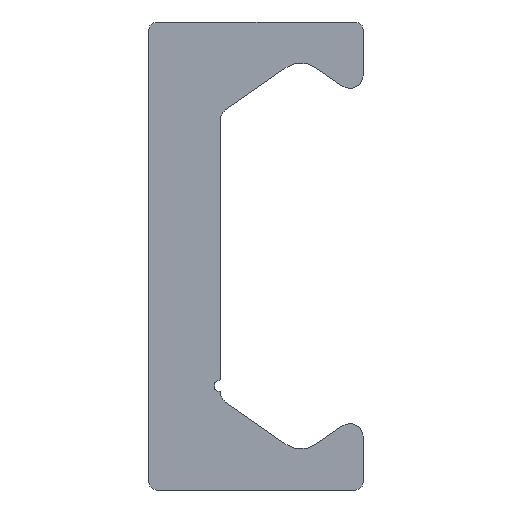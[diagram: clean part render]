
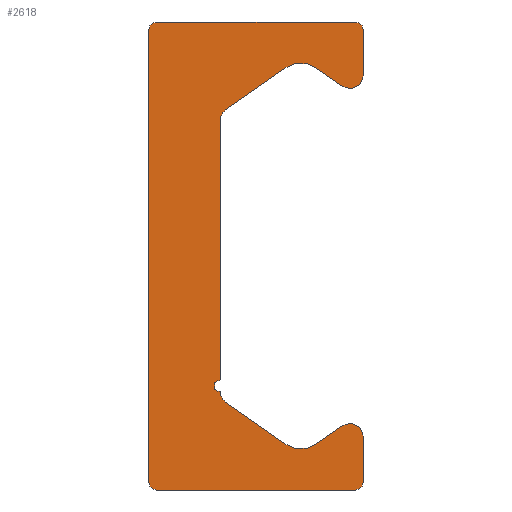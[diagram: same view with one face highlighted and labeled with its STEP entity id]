
A CAD part, left-side view. The second image highlights one B-rep face of the part: STEP entity #2618.
In plain terms, the highlighted planar face has unit normal (-1, 0, 0).
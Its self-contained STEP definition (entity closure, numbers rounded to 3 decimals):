
#1579=CARTESIAN_POINT('',(0.0,1.375,5.214));
#1580=VERTEX_POINT('',#1579);
#1587=CARTESIAN_POINT('',(0.0,1.375,-4.75));
#1588=VERTEX_POINT('',#1587);
#1589=CARTESIAN_POINT('',(0.0,1.375,5.214));
#1590=DIRECTION('',(0.0,0.0,-1.0));
#1591=VECTOR('',#1590,9.964);
#1592=LINE('',#1589,#1591);
#1593=EDGE_CURVE('',#1580,#1588,#1592,.T.);
#1849=CARTESIAN_POINT('',(0.0,3.825,-9.));
#1850=VERTEX_POINT('',#1849);
#1857=CARTESIAN_POINT('',(0.0,4.125,-8.7));
#1858=VERTEX_POINT('',#1857);
#1859=CARTESIAN_POINT('',(0.0,3.825,-8.7));
#1860=DIRECTION('',(1.0,0.0,0.0));
#1861=DIRECTION('',(0.0,0.0,-1.0));
#1862=AXIS2_PLACEMENT_3D('',#1859,#1860,#1861);
#1863=CIRCLE('',#1862,0.3);
#1864=EDGE_CURVE('',#1850,#1858,#1863,.T.);
#1888=CARTESIAN_POINT('',(0.0,-3.825,-9.));
#1889=VERTEX_POINT('',#1888);
#1896=CARTESIAN_POINT('',(0.0,-3.825,-9.));
#1897=DIRECTION('',(0.0,1.0,0.0));
#1898=VECTOR('',#1897,7.65);
#1899=LINE('',#1896,#1898);
#1900=EDGE_CURVE('',#1889,#1850,#1899,.T.);
#1920=CARTESIAN_POINT('',(0.0,-4.125,-8.7));
#1921=VERTEX_POINT('',#1920);
#1928=CARTESIAN_POINT('',(0.0,-3.825,-8.7));
#1929=DIRECTION('',(1.0,0.0,0.0));
#1930=DIRECTION('',(0.0,-1.0,0.0));
#1931=AXIS2_PLACEMENT_3D('',#1928,#1929,#1930);
#1932=CIRCLE('',#1931,0.3);
#1933=EDGE_CURVE('',#1921,#1889,#1932,.T.);
#1952=CARTESIAN_POINT('',(0.0,-4.125,-6.925));
#1953=VERTEX_POINT('',#1952);
#1960=CARTESIAN_POINT('',(0.0,-4.125,-6.925));
#1961=DIRECTION('',(0.0,0.0,-1.0));
#1962=VECTOR('',#1961,1.775);
#1963=LINE('',#1960,#1962);
#1964=EDGE_CURVE('',#1953,#1921,#1963,.T.);
#1984=CARTESIAN_POINT('',(0.0,-3.338,-6.515));
#1985=VERTEX_POINT('',#1984);
#1992=CARTESIAN_POINT('',(0.0,-3.625,-6.925));
#1993=DIRECTION('',(1.0,0.0,0.0));
#1994=DIRECTION('',(0.0,0.574,0.819));
#1995=AXIS2_PLACEMENT_3D('',#1992,#1993,#1994);
#1996=CIRCLE('',#1995,0.5);
#1997=EDGE_CURVE('',#1985,#1953,#1996,.T.);
#2016=CARTESIAN_POINT('',(0.0,-2.299,-7.243));
#2017=VERTEX_POINT('',#2016);
#2024=CARTESIAN_POINT('',(0.0,-2.299,-7.243));
#2025=DIRECTION('',(0.0,-0.819,0.574));
#2026=VECTOR('',#2025,1.269);
#2027=LINE('',#2024,#2026);
#2028=EDGE_CURVE('',#2017,#1985,#2027,.T.);
#2048=CARTESIAN_POINT('',(0.0,-1.151,-7.243));
#2049=VERTEX_POINT('',#2048);
#2056=CARTESIAN_POINT('',(0.0,-1.725,-6.424));
#2057=DIRECTION('',(-1.0,0.0,0.0));
#2058=DIRECTION('',(0.0,0.574,0.819));
#2059=AXIS2_PLACEMENT_3D('',#2056,#2057,#2058);
#2060=CIRCLE('',#2059,1.0);
#2061=EDGE_CURVE('',#2049,#2017,#2060,.T.);
#2080=CARTESIAN_POINT('',(0.0,1.162,-5.624));
#2081=VERTEX_POINT('',#2080);
#2088=CARTESIAN_POINT('',(0.0,1.162,-5.624));
#2089=DIRECTION('',(0.0,-0.819,-0.574));
#2090=VECTOR('',#2089,2.824);
#2091=LINE('',#2088,#2090);
#2092=EDGE_CURVE('',#2081,#2049,#2091,.T.);
#2112=CARTESIAN_POINT('',(0.0,1.375,-5.214));
#2113=VERTEX_POINT('',#2112);
#2120=CARTESIAN_POINT('',(0.0,0.875,-5.214));
#2121=DIRECTION('',(-1.0,0.0,0.0));
#2122=DIRECTION('',(0.0,-0.574,0.819));
#2123=AXIS2_PLACEMENT_3D('',#2120,#2121,#2122);
#2124=CIRCLE('',#2123,0.5);
#2125=EDGE_CURVE('',#2113,#2081,#2124,.T.);
#2144=CARTESIAN_POINT('',(0.0,1.375,-5.25));
#2145=VERTEX_POINT('',#2144);
#2152=CARTESIAN_POINT('',(0.0,1.375,-5.25));
#2153=DIRECTION('',(0.0,0.0,1.0));
#2154=VECTOR('',#2153,0.036);
#2155=LINE('',#2152,#2154);
#2156=EDGE_CURVE('',#2145,#2113,#2155,.T.);
#2198=CARTESIAN_POINT('',(0.0,1.375,-5.0));
#2199=DIRECTION('',(-1.0,0.0,0.0));
#2200=DIRECTION('',(0.0,0.0,1.0));
#2201=AXIS2_PLACEMENT_3D('',#2198,#2199,#2200);
#2202=CIRCLE('',#2201,0.25);
#2203=EDGE_CURVE('',#1588,#2145,#2202,.T.);
#2223=CARTESIAN_POINT('',(0.0,1.162,5.624));
#2224=VERTEX_POINT('',#2223);
#2231=CARTESIAN_POINT('',(0.0,0.875,5.214));
#2232=DIRECTION('',(-1.0,0.0,0.0));
#2233=DIRECTION('',(0.0,-1.0,0.0));
#2234=AXIS2_PLACEMENT_3D('',#2231,#2232,#2233);
#2235=CIRCLE('',#2234,0.5);
#2236=EDGE_CURVE('',#2224,#1580,#2235,.T.);
#2255=CARTESIAN_POINT('',(0.0,-1.151,7.243));
#2256=VERTEX_POINT('',#2255);
#2263=CARTESIAN_POINT('',(0.0,-1.151,7.243));
#2264=DIRECTION('',(0.0,0.819,-0.574));
#2265=VECTOR('',#2264,2.824);
#2266=LINE('',#2263,#2265);
#2267=EDGE_CURVE('',#2256,#2224,#2266,.T.);
#2287=CARTESIAN_POINT('',(0.0,-2.299,7.243));
#2288=VERTEX_POINT('',#2287);
#2295=CARTESIAN_POINT('',(0.0,-1.725,6.424));
#2296=DIRECTION('',(-1.0,0.0,0.0));
#2297=DIRECTION('',(0.0,-0.574,-0.819));
#2298=AXIS2_PLACEMENT_3D('',#2295,#2296,#2297);
#2299=CIRCLE('',#2298,1.0);
#2300=EDGE_CURVE('',#2288,#2256,#2299,.T.);
#2319=CARTESIAN_POINT('',(0.0,-3.338,6.515));
#2320=VERTEX_POINT('',#2319);
#2327=CARTESIAN_POINT('',(0.0,-3.338,6.515));
#2328=DIRECTION('',(0.0,0.819,0.574));
#2329=VECTOR('',#2328,1.269);
#2330=LINE('',#2327,#2329);
#2331=EDGE_CURVE('',#2320,#2288,#2330,.T.);
#2351=CARTESIAN_POINT('',(0.0,-4.125,6.925));
#2352=VERTEX_POINT('',#2351);
#2359=CARTESIAN_POINT('',(0.0,-3.625,6.925));
#2360=DIRECTION('',(1.0,0.0,0.0));
#2361=DIRECTION('',(0.0,-1.0,0.0));
#2362=AXIS2_PLACEMENT_3D('',#2359,#2360,#2361);
#2363=CIRCLE('',#2362,0.5);
#2364=EDGE_CURVE('',#2352,#2320,#2363,.T.);
#2383=CARTESIAN_POINT('',(0.0,-4.125,8.7));
#2384=VERTEX_POINT('',#2383);
#2391=CARTESIAN_POINT('',(0.0,-4.125,8.7));
#2392=DIRECTION('',(0.0,0.0,-1.0));
#2393=VECTOR('',#2392,1.775);
#2394=LINE('',#2391,#2393);
#2395=EDGE_CURVE('',#2384,#2352,#2394,.T.);
#2415=CARTESIAN_POINT('',(0.0,-3.825,9.));
#2416=VERTEX_POINT('',#2415);
#2423=CARTESIAN_POINT('',(0.0,-3.825,8.7));
#2424=DIRECTION('',(1.0,0.0,0.0));
#2425=DIRECTION('',(0.0,0.0,1.0));
#2426=AXIS2_PLACEMENT_3D('',#2423,#2424,#2425);
#2427=CIRCLE('',#2426,0.3);
#2428=EDGE_CURVE('',#2416,#2384,#2427,.T.);
#2447=CARTESIAN_POINT('',(0.0,3.825,9.));
#2448=VERTEX_POINT('',#2447);
#2455=CARTESIAN_POINT('',(0.0,3.825,9.));
#2456=DIRECTION('',(0.0,-1.0,0.0));
#2457=VECTOR('',#2456,7.65);
#2458=LINE('',#2455,#2457);
#2459=EDGE_CURVE('',#2448,#2416,#2458,.T.);
#2479=CARTESIAN_POINT('',(0.0,4.125,8.7));
#2480=VERTEX_POINT('',#2479);
#2487=CARTESIAN_POINT('',(0.0,3.825,8.7));
#2488=DIRECTION('',(1.0,0.0,0.0));
#2489=DIRECTION('',(0.0,1.0,0.0));
#2490=AXIS2_PLACEMENT_3D('',#2487,#2488,#2489);
#2491=CIRCLE('',#2490,0.3);
#2492=EDGE_CURVE('',#2480,#2448,#2491,.T.);
#2510=CARTESIAN_POINT('',(0.0,4.125,-8.7));
#2511=DIRECTION('',(0.0,0.0,1.0));
#2512=VECTOR('',#2511,17.4);
#2513=LINE('',#2510,#2512);
#2514=EDGE_CURVE('',#1858,#2480,#2513,.T.);
#2589=CARTESIAN_POINT('',(0.0,0.856,-0.029));
#2590=DIRECTION('',(1.0,0.0,0.0));
#2591=DIRECTION('',(0.0,0.0,-1.0));
#2592=AXIS2_PLACEMENT_3D('',#2589,#2590,#2591);
#2593=PLANE('',#2592);
#2594=ORIENTED_EDGE('',*,*,#2514,.F.);
#2595=ORIENTED_EDGE('',*,*,#1864,.F.);
#2596=ORIENTED_EDGE('',*,*,#1900,.F.);
#2597=ORIENTED_EDGE('',*,*,#1933,.F.);
#2598=ORIENTED_EDGE('',*,*,#1964,.F.);
#2599=ORIENTED_EDGE('',*,*,#1997,.F.);
#2600=ORIENTED_EDGE('',*,*,#2028,.F.);
#2601=ORIENTED_EDGE('',*,*,#2061,.F.);
#2602=ORIENTED_EDGE('',*,*,#2092,.F.);
#2603=ORIENTED_EDGE('',*,*,#2125,.F.);
#2604=ORIENTED_EDGE('',*,*,#2156,.F.);
#2605=ORIENTED_EDGE('',*,*,#2203,.F.);
#2606=ORIENTED_EDGE('',*,*,#1593,.F.);
#2607=ORIENTED_EDGE('',*,*,#2236,.F.);
#2608=ORIENTED_EDGE('',*,*,#2267,.F.);
#2609=ORIENTED_EDGE('',*,*,#2300,.F.);
#2610=ORIENTED_EDGE('',*,*,#2331,.F.);
#2611=ORIENTED_EDGE('',*,*,#2364,.F.);
#2612=ORIENTED_EDGE('',*,*,#2395,.F.);
#2613=ORIENTED_EDGE('',*,*,#2428,.F.);
#2614=ORIENTED_EDGE('',*,*,#2459,.F.);
#2615=ORIENTED_EDGE('',*,*,#2492,.F.);
#2616=EDGE_LOOP('',(#2594,#2595,#2596,#2597,#2598,#2599,#2600,#2601,#2602,#2603,#2604,#2605,#2606,#2607,#2608,#2609,#2610,#2611,#2612,#2613,#2614,#2615));
#2617=FACE_OUTER_BOUND('',#2616,.T.);
#2618=ADVANCED_FACE('',(#2617),#2593,.F.);
